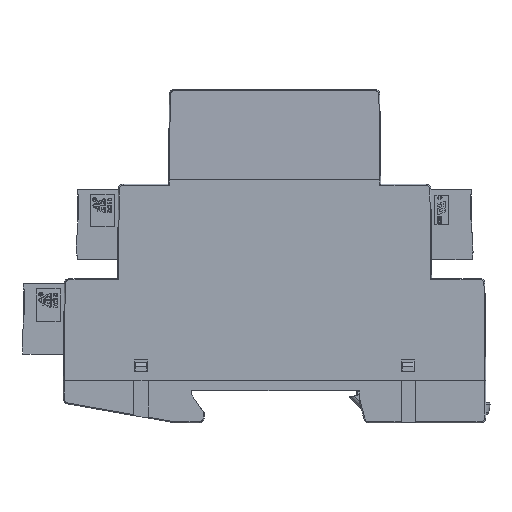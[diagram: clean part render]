
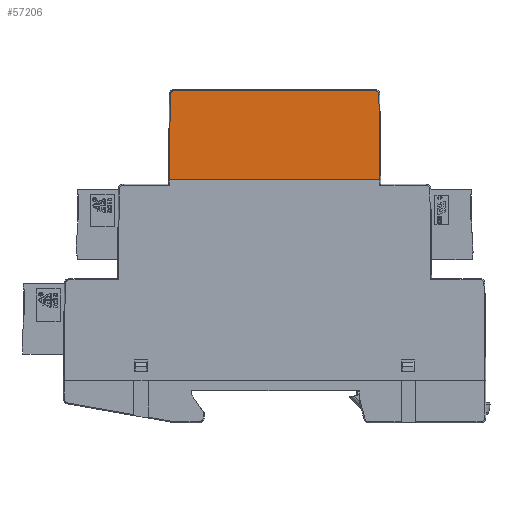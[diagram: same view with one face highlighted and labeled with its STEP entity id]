
A CAD part, left-side view. The second image highlights one B-rep face of the part: STEP entity #57206.
In plain terms, the highlighted planar face has unit normal (-1, 0, 0.005).
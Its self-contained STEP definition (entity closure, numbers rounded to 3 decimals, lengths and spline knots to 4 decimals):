
#553 = VERTEX_POINT ( 'NONE', #32503 ) ;
#977 = ORIENTED_EDGE ( 'NONE', *, *, #38636, .F. ) ;
#2665 = DIRECTION ( 'NONE',  ( 0.005, -0.009, 1. ) ) ;
#2769 = EDGE_CURVE ( 'NONE', #49073, #42450, #31019, .T. ) ;
#5058 = CARTESIAN_POINT ( 'NONE',  ( -0.3465, -0.3792, 1.3859 ) ) ;
#6867 = VECTOR ( 'NONE', #15935, 39.3701 ) ;
#7742 = DIRECTION ( 'NONE',  ( -1., 0., 0.005 ) ) ;
#8207 = ORIENTED_EDGE ( 'NONE', *, *, #51964, .F. ) ;
#9395 = ORIENTED_EDGE ( 'NONE', *, *, #2769, .F. ) ;
#11727 = ORIENTED_EDGE ( 'NONE', *, *, #48502, .F. ) ;
#13484 = VECTOR ( 'NONE', #22841, 39.3701 ) ;
#14374 = EDGE_CURVE ( 'NONE', #42450, #36184, #48769, .T. ) ;
#15935 = DIRECTION ( 'NONE',  ( -0.005, -0.009, -1. ) ) ;
#18358 = EDGE_CURVE ( 'NONE', #50836, #49073, #37651, .T. ) ;
#18733 = CARTESIAN_POINT ( 'NONE',  ( -0.3465, 0.8419, 1.3859 ) ) ;
#19639 = CARTESIAN_POINT ( 'NONE',  ( -0.3467, 0.8734, 1.3546 ) ) ;
#19810 = CARTESIAN_POINT ( 'NONE',  ( -0.3465, -0.8419, 1.3859 ) ) ;
#22841 = DIRECTION ( 'NONE',  ( 0., -1., 0. ) ) ;
#24944 = FACE_OUTER_BOUND ( 'NONE', #44091, .T. ) ;
#25252 = CARTESIAN_POINT ( 'NONE',  ( -0.35, -0.8789, 0.7245 ) ) ;
#26008 = CARTESIAN_POINT ( 'NONE',  ( -0.3465, -0.8419, 1.3859 ) ) ;
#26078 = PLANE ( 'NONE',  #39276 ) ;
#26115 = CARTESIAN_POINT ( 'NONE',  ( -0.3504, -0.8796, 0.6417 ) ) ;
#26234 =( BOUNDED_CURVE ( )  B_SPLINE_CURVE ( 3, ( #19810, #55057, #28262, #28833 ),
 .UNSPECIFIED., .F., .F. ) 
 B_SPLINE_CURVE_WITH_KNOTS ( ( 4, 4 ),
 ( 0., 1.5621 ),
 .UNSPECIFIED. ) 
 CURVE ( )  GEOMETRIC_REPRESENTATION_ITEM ( )  RATIONAL_B_SPLINE_CURVE ( ( 1., 0.807, 0.807, 1. ) ) 
 REPRESENTATION_ITEM ( '' )  );
#26398 = CARTESIAN_POINT ( 'NONE',  ( -0.3504, 0.8796, 0.6417 ) ) ;
#27322 = ORIENTED_EDGE ( 'NONE', *, *, #14374, .F. ) ;
#28262 = CARTESIAN_POINT ( 'NONE',  ( -0.3466, -0.8732, 1.373 ) ) ;
#28661 = CARTESIAN_POINT ( 'NONE',  ( -0.3465, 0.8419, 1.3859 ) ) ;
#28833 = CARTESIAN_POINT ( 'NONE',  ( -0.3467, -0.8734, 1.3546 ) ) ;
#29635 = LINE ( 'NONE', #43887, #55677 ) ;
#30181 = DIRECTION ( 'NONE',  ( 0., 1., 0. ) ) ;
#31019 =( BOUNDED_CURVE ( )  B_SPLINE_CURVE ( 3, ( #19639, #37121, #50234, #28661 ),
 .UNSPECIFIED., .F., .F. ) 
 B_SPLINE_CURVE_WITH_KNOTS ( ( 4, 4 ),
 ( 4.7211, 6.2832 ),
 .UNSPECIFIED. ) 
 CURVE ( )  GEOMETRIC_REPRESENTATION_ITEM ( )  RATIONAL_B_SPLINE_CURVE ( ( 1., 0.807, 0.807, 1. ) ) 
 REPRESENTATION_ITEM ( '' )  );
#31351 = CARTESIAN_POINT ( 'NONE',  ( -0.3467, 0.8734, 1.3546 ) ) ;
#32503 = CARTESIAN_POINT ( 'NONE',  ( -0.3467, -0.8734, 1.3546 ) ) ;
#36184 = VERTEX_POINT ( 'NONE', #26008 ) ;
#37121 = CARTESIAN_POINT ( 'NONE',  ( -0.3466, 0.8732, 1.373 ) ) ;
#37651 = LINE ( 'NONE', #55962, #39052 ) ;
#38636 = EDGE_CURVE ( 'NONE', #553, #51905, #56981, .T. ) ;
#39052 = VECTOR ( 'NONE', #2665, 39.3701 ) ;
#39276 = AXIS2_PLACEMENT_3D ( 'NONE', #56956, #7742, #30181 ) ;
#39621 = ORIENTED_EDGE ( 'NONE', *, *, #18358, .F. ) ;
#42450 = VERTEX_POINT ( 'NONE', #18733 ) ;
#43887 = CARTESIAN_POINT ( 'NONE',  ( -0.3504, 0.0645, 0.6417 ) ) ;
#44091 = EDGE_LOOP ( 'NONE', ( #977, #11727, #27322, #9395, #39621, #8207 ) ) ;
#48502 = EDGE_CURVE ( 'NONE', #36184, #553, #26234, .T. ) ;
#48769 = LINE ( 'NONE', #5058, #13484 ) ;
#49073 = VERTEX_POINT ( 'NONE', #31351 ) ;
#50234 = CARTESIAN_POINT ( 'NONE',  ( -0.3465, 0.8602, 1.3859 ) ) ;
#50836 = VERTEX_POINT ( 'NONE', #26398 ) ;
#51905 = VERTEX_POINT ( 'NONE', #26115 ) ;
#51964 = EDGE_CURVE ( 'NONE', #51905, #50836, #29635, .T. ) ;
#52062 = DIRECTION ( 'NONE',  ( 0., 1., 0. ) ) ;
#55057 = CARTESIAN_POINT ( 'NONE',  ( -0.3465, -0.8602, 1.3859 ) ) ;
#55677 = VECTOR ( 'NONE', #52062, 39.3701 ) ;
#55962 = CARTESIAN_POINT ( 'NONE',  ( -0.3499, 0.8788, 0.7312 ) ) ;
#56956 = CARTESIAN_POINT ( 'NONE',  ( -0.3535, -0.7584, 0.0507 ) ) ;
#56981 = LINE ( 'NONE', #25252, #6867 ) ;
#57206 = ADVANCED_FACE ( 'NONE', ( #24944 ), #26078, .T. ) ;
